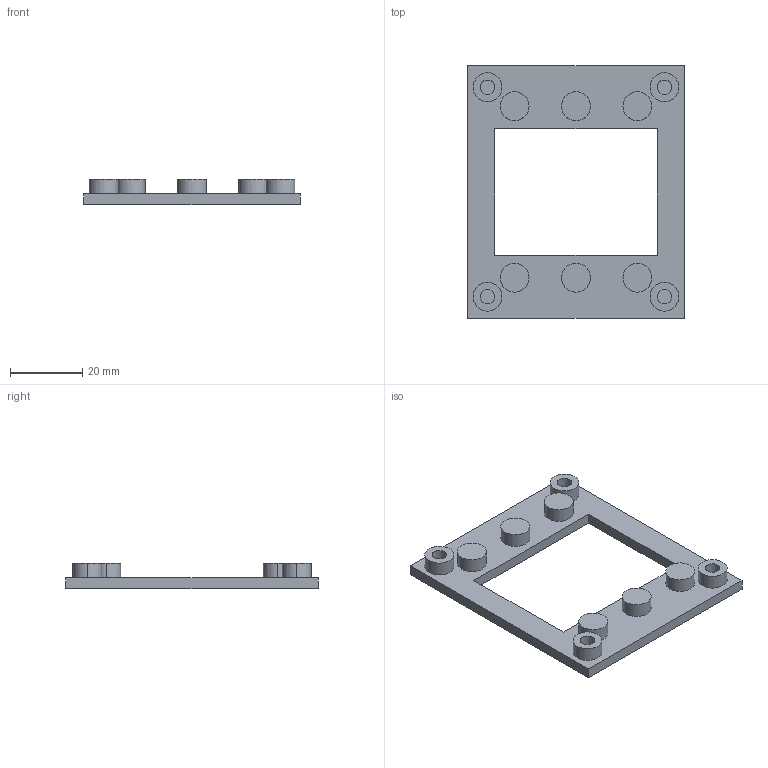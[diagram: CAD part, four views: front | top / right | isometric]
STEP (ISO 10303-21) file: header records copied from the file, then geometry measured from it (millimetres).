
FILE_DESCRIPTION (( 'STEP AP214' ), '1' );
FILE_NAME ('support raspberry 3b+.STEP', '2021-07-29T10:31:13', ( '' ), ( '' ), 'SwSTEP 2.0', 'SolidWorks 2019', '' );
FILE_SCHEMA (( 'AUTOMOTIVE_DESIGN' ));
Length unit declared in the file: millimetre
Products named in the file (1): support raspberry 3b+
Bounding box: 60 x 70 x 7 mm (x, y, z)
Volume: 9131.6 mm3; surface area: 8269.3 mm2
Topology: 1 solids, 1 shells, 70 faces, 144 edges, 96 vertices
Faces by surface type: cylinder 40, plane 30
Entity records: 1926 total; most frequent: DIRECTION 366, CARTESIAN_POINT 311, ORIENTED_EDGE 288, AXIS2_PLACEMENT_3D 151, EDGE_CURVE 144, VERTEX_POINT 96, EDGE_LOOP 92, CIRCLE 80
